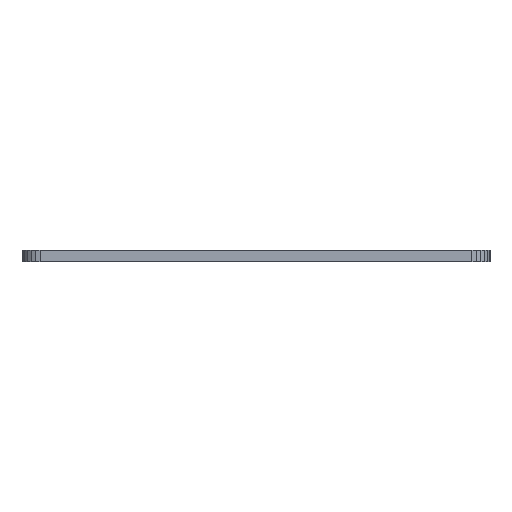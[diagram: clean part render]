
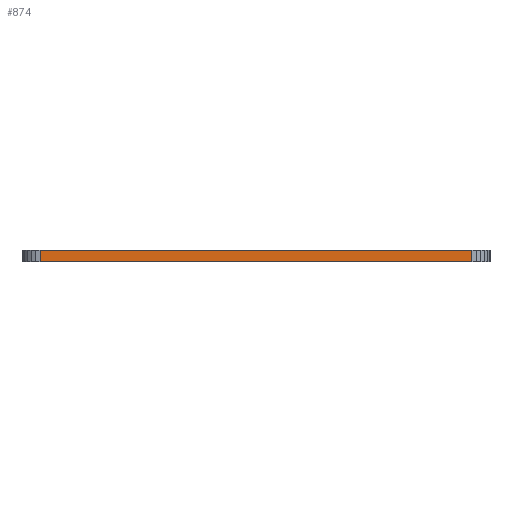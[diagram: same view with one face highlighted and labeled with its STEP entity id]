
A CAD part, left-side view. The second image highlights one B-rep face of the part: STEP entity #874.
In plain terms, the highlighted planar face has unit normal (-1, 0, 0).
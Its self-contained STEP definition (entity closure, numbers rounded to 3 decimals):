
#32 = EDGE_CURVE('',#33,#35,#37,.T.);
#33 = VERTEX_POINT('',#34);
#34 = CARTESIAN_POINT('',(10.,12.54,0.));
#35 = VERTEX_POINT('',#36);
#36 = CARTESIAN_POINT('',(10.,12.54,-1.59));
#37 = LINE('',#38,#39);
#38 = CARTESIAN_POINT('',(10.,12.54,0.));
#39 = VECTOR('',#40,1.);
#40 = DIRECTION('',(0.,0.,-1.));
#849 = VERTEX_POINT('',#850);
#850 = CARTESIAN_POINT('',(10.,73.5,-1.59));
#856 = EDGE_CURVE('',#857,#849,#859,.T.);
#857 = VERTEX_POINT('',#858);
#858 = CARTESIAN_POINT('',(10.,73.5,0.));
#859 = LINE('',#860,#861);
#860 = CARTESIAN_POINT('',(10.,73.5,0.));
#861 = VECTOR('',#862,1.);
#862 = DIRECTION('',(0.,0.,-1.));
#874 = ADVANCED_FACE('',(#875),#891,.T.);
#875 = FACE_BOUND('',#876,.T.);
#876 = EDGE_LOOP('',(#877,#878,#884,#885));
#877 = ORIENTED_EDGE('',*,*,#856,.T.);
#878 = ORIENTED_EDGE('',*,*,#879,.T.);
#879 = EDGE_CURVE('',#849,#35,#880,.T.);
#880 = LINE('',#881,#882);
#881 = CARTESIAN_POINT('',(10.,73.5,-1.59));
#882 = VECTOR('',#883,1.);
#883 = DIRECTION('',(0.,-1.,0.));
#884 = ORIENTED_EDGE('',*,*,#32,.F.);
#885 = ORIENTED_EDGE('',*,*,#886,.F.);
#886 = EDGE_CURVE('',#857,#33,#887,.T.);
#887 = LINE('',#888,#889);
#888 = CARTESIAN_POINT('',(10.,73.5,0.));
#889 = VECTOR('',#890,1.);
#890 = DIRECTION('',(0.,-1.,0.));
#891 = PLANE('',#892);
#892 = AXIS2_PLACEMENT_3D('',#893,#894,#895);
#893 = CARTESIAN_POINT('',(10.,73.5,0.));
#894 = DIRECTION('',(-1.,0.,0.));
#895 = DIRECTION('',(0.,-1.,0.));
